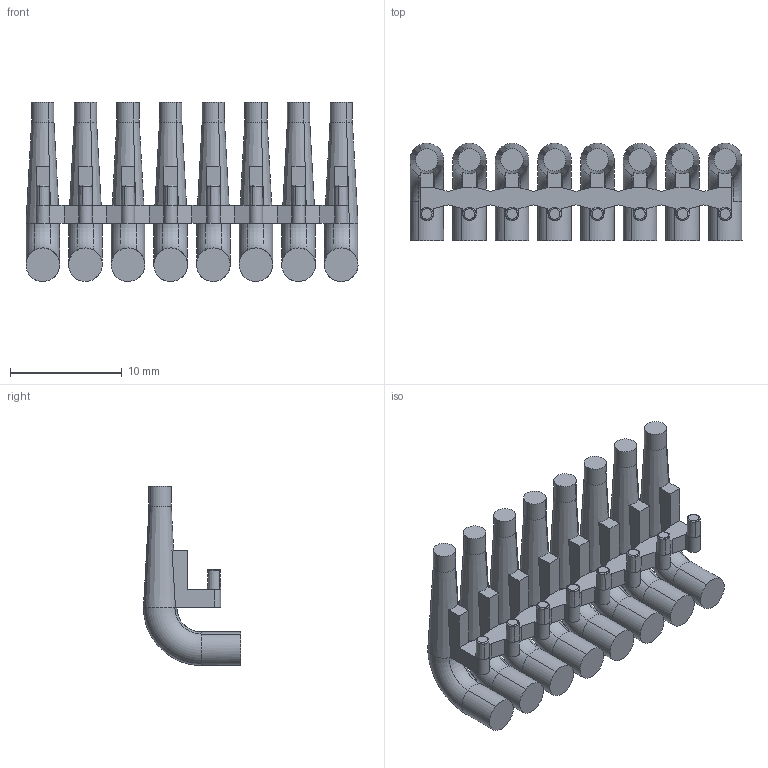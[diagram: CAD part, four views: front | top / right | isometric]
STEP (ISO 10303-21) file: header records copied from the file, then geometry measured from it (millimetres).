
FILE_DESCRIPTION(('CATIA V5 STEP Exchange','CAx-IF Rec.Pracs.--- Model Styling and Organization---1.2---2011-12-15'),'2;1');
FILE_NAME ('D1461052_0_1979740000_1979740000.stp','2018-10-09T13:13:59+00:00',('none'),('Weidmueller'),'CATIA Version 5-6 Release 2014','CATIA V5 STEP AP214','none');
FILE_SCHEMA(('AUTOMOTIVE_DESIGN { 1 0 10303 214 1 1 1 1 }'));
Length unit declared in the file: millimetre
Products named in the file (1): 1979740000
Bounding box: 29.67 x 8.7 x 16 mm (x, y, z)
Volume: 1090.7 mm3; surface area: 1811.1 mm2
Topology: 1 solids, 1 shells, 236 faces, 635 edges, 401 vertices
Faces by surface type: plane 100, torus 56, cylinder 40, cone 40
Entity records: 6767 total; most frequent: CARTESIAN_POINT 1360, ORIENTED_EDGE 1270, DIRECTION 864, EDGE_CURVE 635, AXIS2_PLACEMENT_3D 445, VERTEX_POINT 401, CIRCLE 304, VECTOR 280
